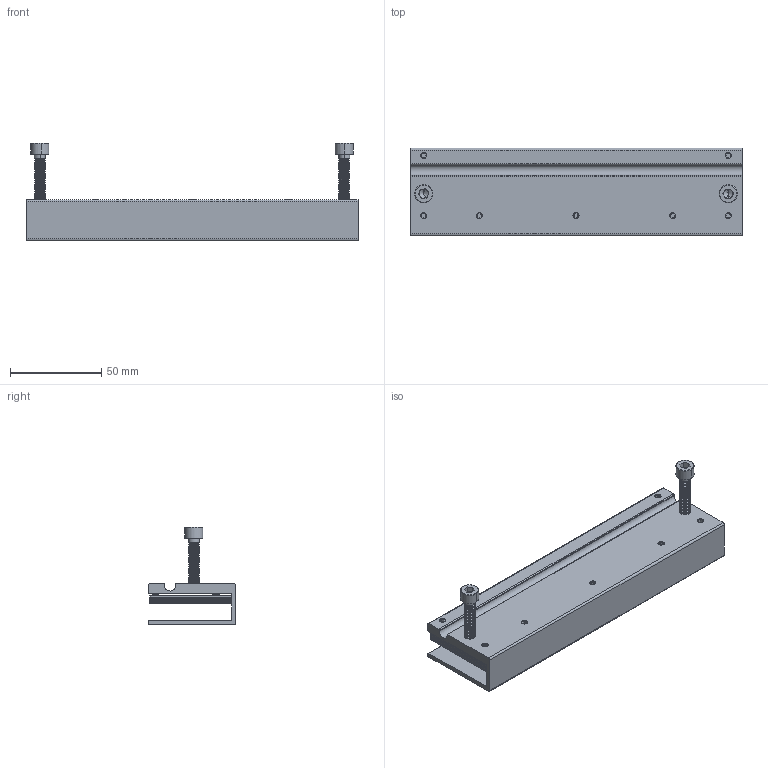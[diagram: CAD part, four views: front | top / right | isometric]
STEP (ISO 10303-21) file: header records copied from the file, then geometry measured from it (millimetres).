
FILE_DESCRIPTION (( 'STEP AP214' ), '1' );
FILE_NAME ('SH540U.step', '2021-07-29T14:21:40', ( '' ), ( '' ), 'SwSTEP 2.0', 'SolidWorks 2020', '' );
FILE_SCHEMA (( 'AUTOMOTIVE_DESIGN' ));
Length unit declared in the file: millimetre
Products named in the file (15): MP0204-PORTECTION PLATE-3; MP0200-U SUPPORT-1; ISO 4026 - M4 x 6-S-6; SH540U; ISO 4026 - M4 x 6-S-3; ISO 4026 - M4 x 6-S-2; MP0204-PORTECTION PLATE-2; ISO 4026 - M4 x 6-S-1; MP0204-PORTECTION PLATE-1; ISO 4026 - M4 x 6-S-5; MP0204-PORTECTION PLATE-4; ISO 4026 - M4 x 6-S-7; ISO 4026 - M4 x 6-S-4; ISO 4762 M6 x 30 --- 30S-2; ISO 4762 M6 x 30 --- 30S-1
Assembly tree (14 placements, depth 2):
  SH540U
    ISO 4026 - M4 x 6-S-3
    ISO 4026 - M4 x 6-S-1
    MP0200-U SUPPORT-1
    MP0204-PORTECTION PLATE-2
    ISO 4026 - M4 x 6-S-2
    ISO 4026 - M4 x 6-S-4
    ISO 4026 - M4 x 6-S-6
    ISO 4026 - M4 x 6-S-5
    ISO 4026 - M4 x 6-S-7
    MP0204-PORTECTION PLATE-1
    MP0204-PORTECTION PLATE-3
    ISO 4762 M6 x 30 --- 30S-1
    ISO 4762 M6 x 30 --- 30S-2
    MP0204-PORTECTION PLATE-4
Bounding box: 182 x 48 x 53.5 mm (x, y, z)
Volume: 112765.5 mm3; surface area: 114156.4 mm2
Topology: 14 solids, 14 shells, 947 faces, 2436 edges, 1524 vertices
Faces by surface type: cone 504, cylinder 289, plane 146, torus 8
Entity records: 29756 total; most frequent: DIRECTION 5712, CARTESIAN_POINT 4920, ORIENTED_EDGE 4864, EDGE_CURVE 2432, AXIS2_PLACEMENT_3D 2316, VERTEX_POINT 1524, CIRCLE 1352, VECTOR 1080
